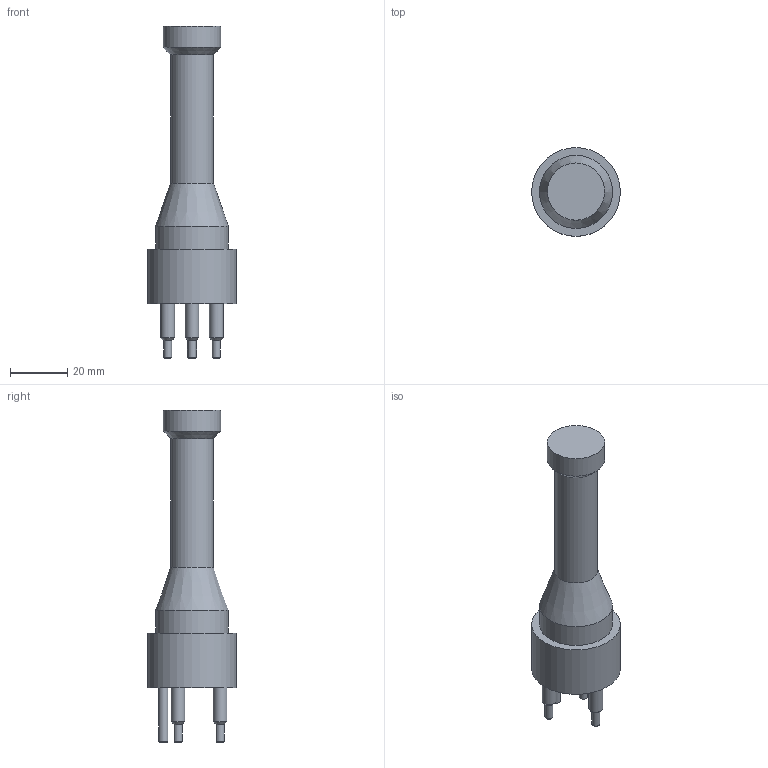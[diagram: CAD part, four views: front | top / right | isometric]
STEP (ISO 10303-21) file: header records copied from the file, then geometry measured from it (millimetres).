
FILE_DESCRIPTION(/* description */ (''),/* implementation_level */ '2;1');
FILE_NAME(/* name */ 'DCB3M.stp',/* time_stamp */ '2014-11-11T15:14:21+01:00',/* author */ ('sh'),/* organization */ (''),/* preprocessor_version */ 'ST-DEVELOPER v15.2',/* originating_system */ 'Autodesk Inventor 2014',/* authorisation */ '');
FILE_SCHEMA (('AUTOMOTIVE_DESIGN { 1 0 10303 214 3 1 1 }'));
Length unit declared in the file: millimetre
Products named in the file (1): DCB3M
Bounding box: 31 x 31 x 116 mm (x, y, z)
Volume: 35227.3 mm3; surface area: 8504.1 mm2
Topology: 1 solids, 1 shells, 85 faces, 213 edges, 138 vertices
Faces by surface type: plane 34, bspline 31, cylinder 11, cone 9
Full cylindrical faces by diameter (mm): 2.8 x3, 3.2 x1, 4.8 x3, 15 x1, 20 x1, 25.5 x1, 31 x1
Entity records: 2715 total; most frequent: CARTESIAN_POINT 909, ORIENTED_EDGE 382, DIRECTION 265, EDGE_CURVE 191, VERTEX_POINT 136, EDGE_LOOP 113, LINE 103, VECTOR 103
